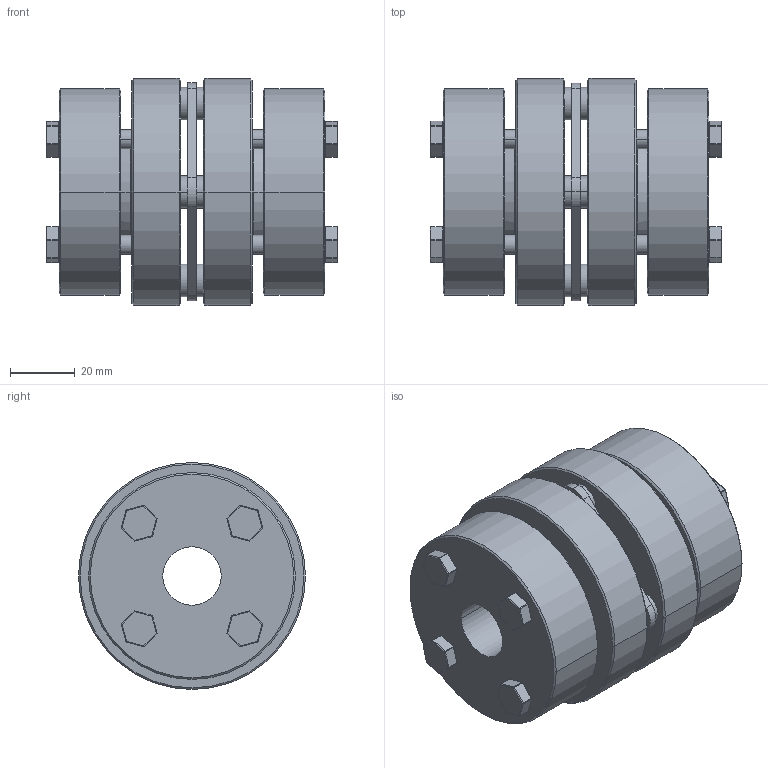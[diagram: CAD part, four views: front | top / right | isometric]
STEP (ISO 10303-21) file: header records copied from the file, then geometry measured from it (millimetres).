
FILE_DESCRIPTION (( 'STEP AP203' ), '1' );
FILE_NAME ('CL15-70L.step', '2011-08-10T07:23:54', ( '' ), ( '' ), 'SwSTEP 2.0', 'SolidWorks 2010', '' );
FILE_SCHEMA (( 'CONFIG_CONTROL_DESIGN' ));
Length unit declared in the file: millimetre
Products named in the file (1): CL15-70L
Bounding box: 90 x 70 x 70 mm (x, y, z)
Volume: 239807.5 mm3; surface area: 53010.4 mm2
Topology: 11 solids, 11 shells, 433 faces, 897 edges, 474 vertices
Faces by surface type: cylinder 203, sphere 112, plane 94, cone 24
Entity records: 10946 total; most frequent: DIRECTION 2183, CARTESIAN_POINT 1741, ORIENTED_EDGE 1698, AXIS2_PLACEMENT_3D 900, EDGE_CURVE 849, CIRCLE 466, EDGE_LOOP 459, VERTEX_POINT 458
